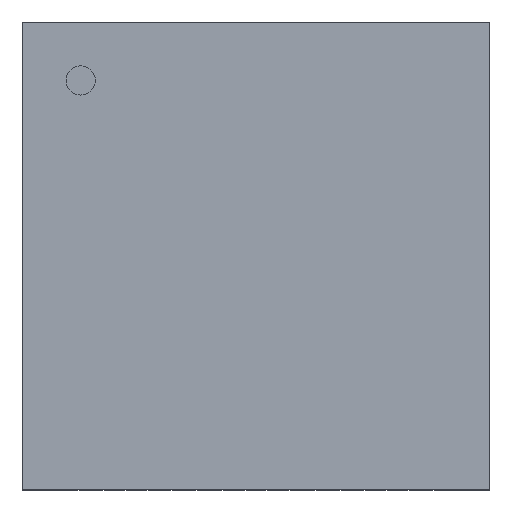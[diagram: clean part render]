
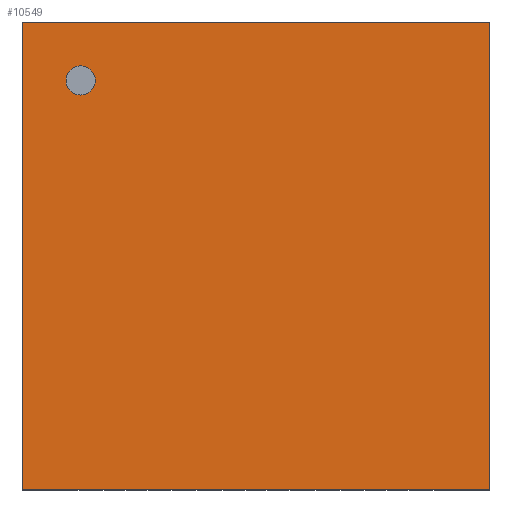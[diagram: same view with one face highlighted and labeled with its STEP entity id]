
A CAD part, top view. The second image highlights one B-rep face of the part: STEP entity #10549.
In plain terms, the highlighted planar face has unit normal (0, 0, 1).
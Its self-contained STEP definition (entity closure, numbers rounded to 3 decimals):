
#20=FACE_BOUND($,#1636,.T.);
#254=CIRCLE($,#11228,0.25);
#1015=FACE_OUTER_BOUND($,#1635,.T.);
#1635=EDGE_LOOP($,(#9356,#9357,#9358,#9359));
#1636=EDGE_LOOP($,(#9360));
#2838=LINE($,#17381,#4066);
#2840=LINE($,#17385,#4068);
#2842=LINE($,#17389,#4070);
#2844=LINE($,#17392,#4072);
#4066=VECTOR($,#14340,8.);
#4068=VECTOR($,#14344,8.);
#4070=VECTOR($,#14348,8.);
#4072=VECTOR($,#14352,8.);
#4829=VERTEX_POINT($,#16476);
#5055=VERTEX_POINT($,#17378);
#5056=VERTEX_POINT($,#17380);
#5057=VERTEX_POINT($,#17384);
#5058=VERTEX_POINT($,#17388);
#6041=EDGE_CURVE($,#4829,#4829,#254,.T.);
#6492=EDGE_CURVE($,#5055,#5056,#2838,.T.);
#6494=EDGE_CURVE($,#5056,#5057,#2840,.T.);
#6496=EDGE_CURVE($,#5057,#5058,#2842,.T.);
#6498=EDGE_CURVE($,#5058,#5055,#2844,.T.);
#9356=ORIENTED_EDGE($,*,*,#6492,.F.);
#9357=ORIENTED_EDGE($,*,*,#6498,.F.);
#9358=ORIENTED_EDGE($,*,*,#6496,.F.);
#9359=ORIENTED_EDGE($,*,*,#6494,.F.);
#9360=ORIENTED_EDGE($,*,*,#6041,.T.);
#9935=PLANE($,#11515);
#10549=ADVANCED_FACE($,(#1015,#20),#9935,.T.);
#11228=AXIS2_PLACEMENT_3D($,#16477,#13379,#13380);
#11515=AXIS2_PLACEMENT_3D($,#17393,#14353,#14354);
#13379=DIRECTION('center_axis',(0.,0.,
-1.));
#13380=DIRECTION('ref_axis',(1.,0.,0.));
#14340=DIRECTION($,(0.,-1.,0.));
#14344=DIRECTION($,(-1.,0.,0.));
#14348=DIRECTION($,(0.,1.,0.));
#14352=DIRECTION($,(1.,0.,0.));
#14353=DIRECTION('center_axis',(0.,0.,
1.));
#14354=DIRECTION('ref_axis',(1.,0.,0.));
#16476=CARTESIAN_POINT('',(-2.75,3.,3.05));
#16477=CARTESIAN_POINT('Origin',(-3.,3.,3.05));
#17378=CARTESIAN_POINT('',(4.,4.,3.05));
#17380=CARTESIAN_POINT('',(4.,-4.,3.05));
#17381=CARTESIAN_POINT($,(4.,-4.,3.05));
#17384=CARTESIAN_POINT('',(-4.,-4.,3.05));
#17385=CARTESIAN_POINT($,(-4.,-4.,3.05));
#17388=CARTESIAN_POINT('',(-4.,4.,3.05));
#17389=CARTESIAN_POINT($,(-4.,4.,3.05));
#17392=CARTESIAN_POINT($,(4.,4.,3.05));
#17393=CARTESIAN_POINT('Origin',(0.,0.,
3.05));
